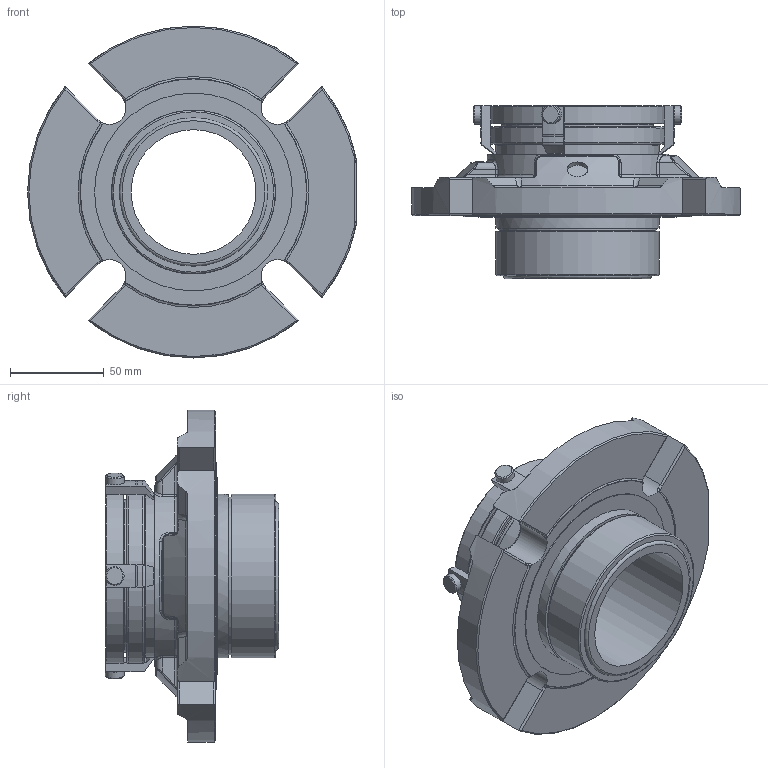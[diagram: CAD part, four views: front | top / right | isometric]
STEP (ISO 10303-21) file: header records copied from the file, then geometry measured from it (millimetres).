
FILE_DESCRIPTION(/* description */ ('Unknown'),/* implementation_level */ '2;1');
FILE_NAME(/* name */ '2.625',/* time_stamp */ '2023-02-13T12:59:26+00:00',/* author */ ('Unknown'),/* organization */ ('Unknown'),/* preprocessor_version */ 'ST-DEVELOPER v16.7',/* originating_system */ 'Solid Edge',/* authorisation */ 'Unknown');
FILE_SCHEMA (('AUTOMOTIVE_DESIGN {1 0 10303 214 3 1 1}'));
Length unit declared in the file: millimetre
Products named in the file (1): 2.625
Bounding box: 175.92 x 92.63 x 177.55 mm (x, y, z)
Volume: 590971.8 mm3; surface area: 100918.4 mm2
Topology: 1 solids, 1 shells, 569 faces, 1453 edges, 918 vertices
Faces by surface type: plane 199, cylinder 153, bspline 89, torus 85, cone 27, sphere 16
Full cylindrical faces by diameter (mm): 3.761 x1, 10 x4, 10.998 x2, 66.675 x1, 79.35 x1, 81.356 x1, 84.277 x1, 87.198 x1, 87.3 x1, 87.63 x1, 93.497 x1, 105.766 x1
Entity records: 19995 total; most frequent: CARTESIAN_POINT 7240, ORIENTED_EDGE 2804, DIRECTION 2391, EDGE_CURVE 1402, AXIS2_PLACEMENT_3D 942, VERTEX_POINT 901, EDGE_LOOP 645, FACE_BOUND 645
